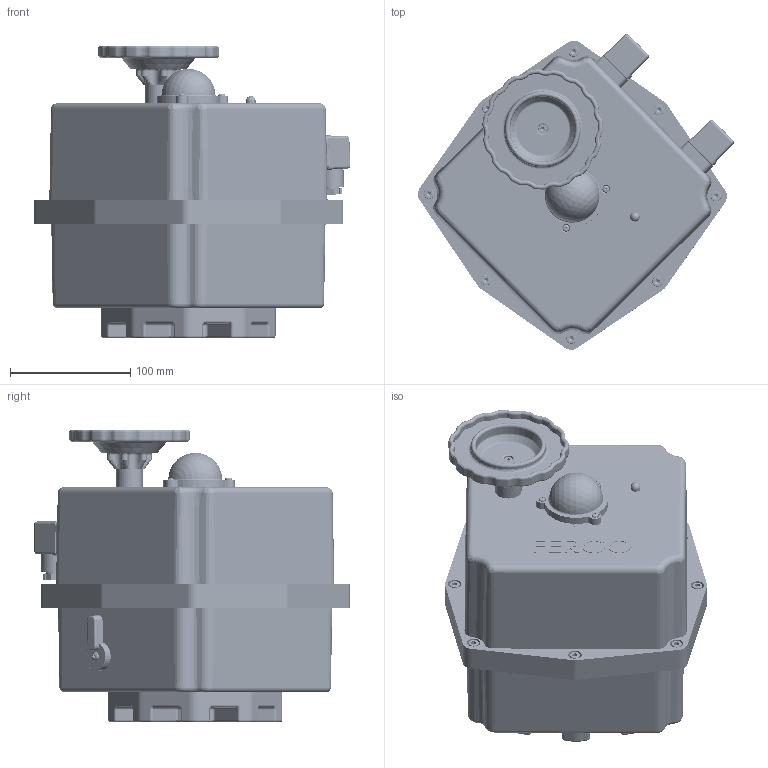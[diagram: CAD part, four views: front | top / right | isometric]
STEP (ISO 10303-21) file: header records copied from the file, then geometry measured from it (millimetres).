
FILE_DESCRIPTION (( 'STEP AP214' ), '1' );
FILE_NAME ('J4C-S140-Elektrischer-Schwenkantrieb-24V-230V-240V-Fergo.STEP', '2022-11-14T11:48:28', ( '' ), ( '' ), 'SwSTEP 2.0', 'SolidWorks 2022', '' );
FILE_SCHEMA (( 'AUTOMOTIVE_DESIGN' ));
Length unit declared in the file: millimetre
Products named in the file (1): J4C-S140-Elektrischer-Schwenkantrieb-24V-230V-240V-Fergo
Bounding box: 263.12 x 262.47 x 243.5 mm (x, y, z)
Volume: 1248031.4 mm3; surface area: 576678.6 mm2
Topology: 57 solids, 57 shells, 6121 faces, 15644 edges, 9736 vertices
Faces by surface type: cylinder 2066, plane 1342, torus 1237, cone 1220, bspline 198, sphere 58
Entity records: 203313 total; most frequent: CARTESIAN_POINT 50570, DIRECTION 34900, ORIENTED_EDGE 31048, EDGE_CURVE 15524, AXIS2_PLACEMENT_3D 14442, VERTEX_POINT 9718, CIRCLE 8518, EDGE_LOOP 6528
